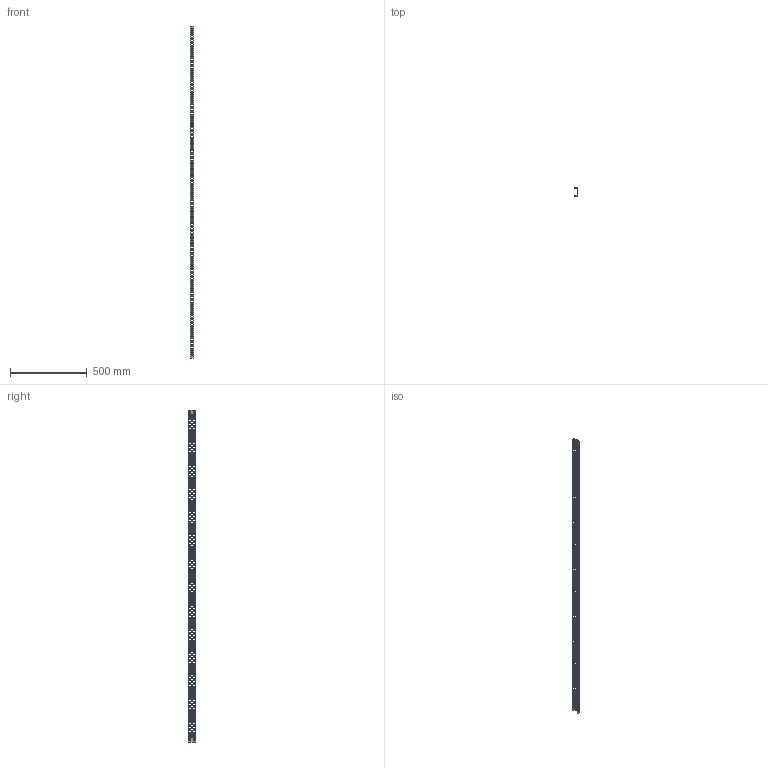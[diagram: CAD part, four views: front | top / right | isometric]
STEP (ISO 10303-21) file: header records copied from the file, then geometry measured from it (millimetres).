
FILE_DESCRIPTION (( 'STEP AP203' ), '1' );
FILE_NAME ('Øèðîêàÿ âåðòèêàëüíàÿðåéêà FORD äëÿ êîðïóñà âûñîòîé 2200 (2øò.) EKF PROxima.STEP', '2020-10-26T07:05:03', ( '' ), ( '' ), 'SwSTEP 2.0', 'SolidWorks 2019', '' );
FILE_SCHEMA (( 'CONFIG_CONTROL_DESIGN' ));
Products named in the file (1): Øèðîêàÿ âåðòèêàëüíàÿðåéêà FORD äëÿ êîðïóñà âûñîòîé 2200 (2øò.) EKF PROxima
Bounding box: 22 x 50 x 2164 mm (x, y, z)
Volume: 218686.5 mm3; surface area: 334018.8 mm2
Topology: 1 solids, 1 shells, 3182 faces, 9524 edges, 6344 vertices
Faces by surface type: plane 2238, cylinder 944
Entity records: 110197 total; most frequent: CARTESIAN_POINT 19051, ORIENTED_EDGE 19048, DIRECTION 17778, EDGE_CURVE 9524, LINE 7636, VECTOR 7636, VERTEX_POINT 6344, AXIS2_PLACEMENT_3D 5071
